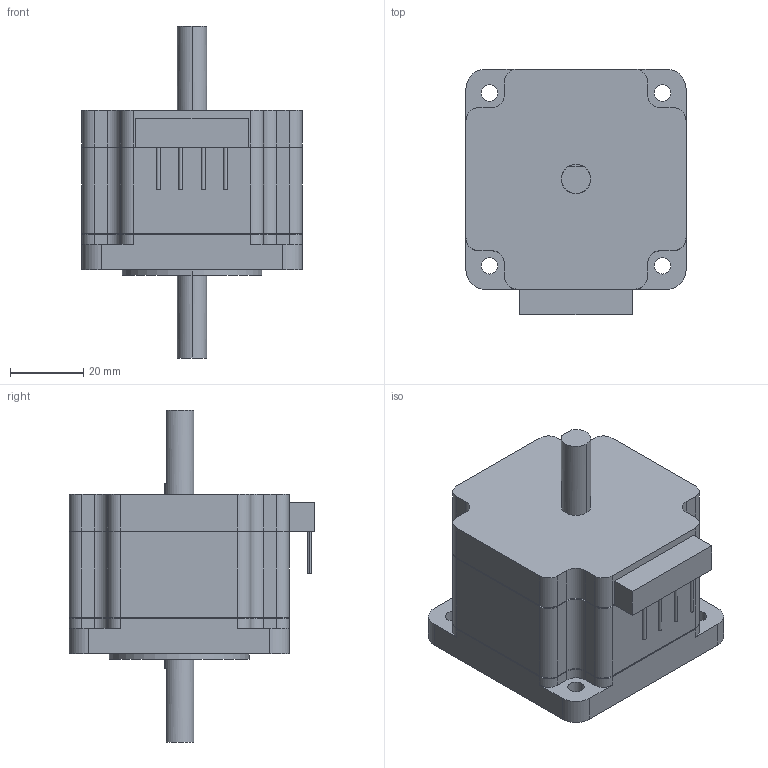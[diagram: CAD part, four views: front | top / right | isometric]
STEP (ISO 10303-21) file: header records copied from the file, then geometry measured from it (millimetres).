
FILE_DESCRIPTION( ( '' ), '1' );
FILE_NAME( 'PK264JDA.stp', '2007-08-01T07:47:52', ( '' ), ( '' ), ' ', ' ', ' ' );
FILE_SCHEMA( ( 'automotive_design' ) );
Length unit declared in the file: millimetre
Products named in the file (1): 1
Bounding box: 60 x 67 x 90.5 mm (x, y, z)
Volume: 145181.8 mm3; surface area: 19329.6 mm2
Topology: 1 solids, 1 shells, 173 faces, 478 edges, 318 vertices
Faces by surface type: plane 87, cylinder 86
Entity records: 10976 total; most frequent: DIRECTION 1002, STYLED_ITEM 970, PRESENTATION_STYLE_ASSIGNMENT 970, CARTESIAN_POINT 970, COLOUR_RGB 970, ORIENTED_EDGE 956, EDGE_CURVE 478, CURVE_STYLE 478
